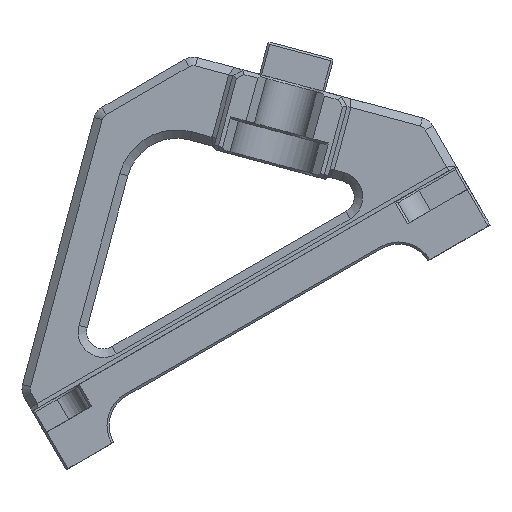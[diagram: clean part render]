
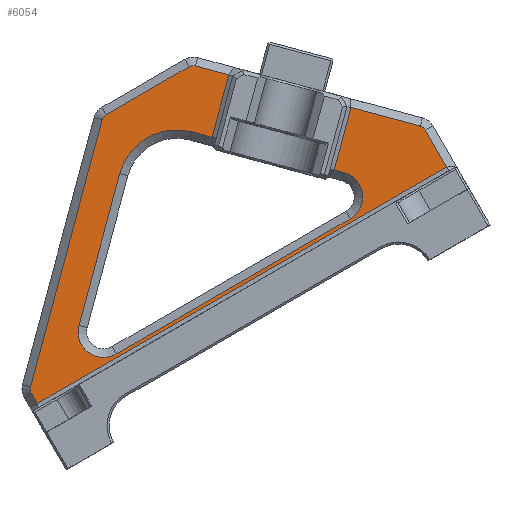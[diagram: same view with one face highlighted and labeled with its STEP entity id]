
A CAD part, left-side view. The second image highlights one B-rep face of the part: STEP entity #6054.
In plain terms, the highlighted face is planar.
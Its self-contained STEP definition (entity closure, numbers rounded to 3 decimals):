
#104=CIRCLE('',#6451,1.);
#105=CIRCLE('',#6455,3.);
#106=CIRCLE('',#6456,3.);
#107=CIRCLE('',#6457,7.);
#108=CIRCLE('',#6458,1.);
#109=CIRCLE('',#6459,1.);
#110=CIRCLE('',#6460,1.);
#278=FACE_OUTER_BOUND('',#632,.T.);
#632=EDGE_LOOP('',(#4076,#4077,#4078,#4079,#4080,#4081,#4082,#4083,#4084,
#4085,#4086,#4087,#4088,#4089,#4090,#4091,#4092,#4093,#4094,#4095));
#1031=LINE('',#8796,#1799);
#1036=LINE('',#8808,#1804);
#1037=LINE('',#8811,#1805);
#1040=LINE('',#8817,#1808);
#1041=LINE('',#8819,#1809);
#1042=LINE('',#8823,#1810);
#1043=LINE('',#8827,#1811);
#1044=LINE('',#8831,#1812);
#1045=LINE('',#8833,#1813);
#1046=LINE('',#8835,#1814);
#1047=LINE('',#8839,#1815);
#1048=LINE('',#8843,#1816);
#1049=LINE('',#8846,#1817);
#1799=VECTOR('',#7025,10.);
#1804=VECTOR('',#7038,10.);
#1805=VECTOR('',#7041,10.);
#1808=VECTOR('',#7046,1000.);
#1809=VECTOR('',#7047,1000.);
#1810=VECTOR('',#7050,1000.);
#1811=VECTOR('',#7053,1000.);
#1812=VECTOR('',#7056,1000.);
#1813=VECTOR('',#7057,1000.);
#1814=VECTOR('',#7058,1000.);
#1815=VECTOR('',#7061,1000.);
#1816=VECTOR('',#7064,1000.);
#1817=VECTOR('',#7067,1000.);
#2571=VERTEX_POINT('',#8783);
#2576=VERTEX_POINT('',#8793);
#2577=VERTEX_POINT('',#8795);
#2579=VERTEX_POINT('',#8801);
#2581=VERTEX_POINT('',#8810);
#2583=VERTEX_POINT('',#8816);
#2584=VERTEX_POINT('',#8818);
#2585=VERTEX_POINT('',#8820);
#2586=VERTEX_POINT('',#8822);
#2587=VERTEX_POINT('',#8824);
#2588=VERTEX_POINT('',#8826);
#2589=VERTEX_POINT('',#8828);
#2590=VERTEX_POINT('',#8830);
#2591=VERTEX_POINT('',#8832);
#2592=VERTEX_POINT('',#8834);
#2593=VERTEX_POINT('',#8836);
#2594=VERTEX_POINT('',#8838);
#2595=VERTEX_POINT('',#8840);
#2596=VERTEX_POINT('',#8842);
#2597=VERTEX_POINT('',#8844);
#3140=EDGE_CURVE('',#2576,#2577,#1031,.T.);
#3145=EDGE_CURVE('',#2577,#2579,#104,.T.);
#3147=EDGE_CURVE('',#2579,#2571,#1036,.T.);
#3148=EDGE_CURVE('',#2571,#2581,#1037,.T.);
#3151=EDGE_CURVE('',#2576,#2583,#1040,.F.);
#3152=EDGE_CURVE('',#2583,#2584,#1041,.T.);
#3153=EDGE_CURVE('',#2584,#2585,#105,.T.);
#3154=EDGE_CURVE('',#2585,#2586,#1042,.T.);
#3155=EDGE_CURVE('',#2586,#2587,#106,.T.);
#3156=EDGE_CURVE('',#2587,#2588,#1043,.T.);
#3157=EDGE_CURVE('',#2588,#2589,#107,.T.);
#3158=EDGE_CURVE('',#2589,#2590,#1044,.T.);
#3159=EDGE_CURVE('',#2590,#2591,#1045,.F.);
#3160=EDGE_CURVE('',#2591,#2592,#1046,.T.);
#3161=EDGE_CURVE('',#2592,#2593,#108,.F.);
#3162=EDGE_CURVE('',#2593,#2594,#1047,.T.);
#3163=EDGE_CURVE('',#2594,#2595,#109,.F.);
#3164=EDGE_CURVE('',#2595,#2596,#1048,.T.);
#3165=EDGE_CURVE('',#2596,#2597,#110,.F.);
#3166=EDGE_CURVE('',#2597,#2581,#1049,.T.);
#4076=ORIENTED_EDGE('',*,*,#3147,.F.);
#4077=ORIENTED_EDGE('',*,*,#3145,.F.);
#4078=ORIENTED_EDGE('',*,*,#3140,.F.);
#4079=ORIENTED_EDGE('',*,*,#3151,.T.);
#4080=ORIENTED_EDGE('',*,*,#3152,.T.);
#4081=ORIENTED_EDGE('',*,*,#3153,.T.);
#4082=ORIENTED_EDGE('',*,*,#3154,.T.);
#4083=ORIENTED_EDGE('',*,*,#3155,.T.);
#4084=ORIENTED_EDGE('',*,*,#3156,.T.);
#4085=ORIENTED_EDGE('',*,*,#3157,.T.);
#4086=ORIENTED_EDGE('',*,*,#3158,.T.);
#4087=ORIENTED_EDGE('',*,*,#3159,.T.);
#4088=ORIENTED_EDGE('',*,*,#3160,.T.);
#4089=ORIENTED_EDGE('',*,*,#3161,.T.);
#4090=ORIENTED_EDGE('',*,*,#3162,.T.);
#4091=ORIENTED_EDGE('',*,*,#3163,.T.);
#4092=ORIENTED_EDGE('',*,*,#3164,.T.);
#4093=ORIENTED_EDGE('',*,*,#3165,.T.);
#4094=ORIENTED_EDGE('',*,*,#3166,.T.);
#4095=ORIENTED_EDGE('',*,*,#3148,.F.);
#5781=PLANE('',#6454);
#6054=ADVANCED_FACE('',(#278),#5781,.F.);
#6451=AXIS2_PLACEMENT_3D('',#8805,#7033,#7034);
#6454=AXIS2_PLACEMENT_3D('',#8815,#7044,#7045);
#6455=AXIS2_PLACEMENT_3D('',#8821,#7048,#7049);
#6456=AXIS2_PLACEMENT_3D('',#8825,#7051,#7052);
#6457=AXIS2_PLACEMENT_3D('',#8829,#7054,#7055);
#6458=AXIS2_PLACEMENT_3D('',#8837,#7059,#7060);
#6459=AXIS2_PLACEMENT_3D('',#8841,#7062,#7063);
#6460=AXIS2_PLACEMENT_3D('',#8845,#7065,#7066);
#7025=DIRECTION('',(0.707,0.,-0.707));
#7033=DIRECTION('center_axis',(0.,1.,0.));
#7034=DIRECTION('ref_axis',(0.924,0.,0.383));
#7038=DIRECTION('',(0.,0.,-1.));
#7041=DIRECTION('',(-1.,0.,0.));
#7044=DIRECTION('center_axis',(0.,1.,0.));
#7045=DIRECTION('ref_axis',(0.,0.,
1.));
#7046=DIRECTION('',(0.707,0.,0.707));
#7047=DIRECTION('',(0.707,0.,-0.707));
#7048=DIRECTION('center_axis',(0.,1.,0.));
#7049=DIRECTION('ref_axis',(0.,0.,
1.));
#7050=DIRECTION('',(-1.,0.,0.));
#7051=DIRECTION('center_axis',(0.,1.,0.));
#7052=DIRECTION('ref_axis',(0.,0.,
1.));
#7053=DIRECTION('',(0.707,0.,0.707));
#7054=DIRECTION('center_axis',(0.,1.,0.));
#7055=DIRECTION('ref_axis',(0.,0.,
1.));
#7056=DIRECTION('',(0.707,0.,-0.707));
#7057=DIRECTION('',(-0.707,0.,-0.707));
#7058=DIRECTION('',(-0.707,0.,0.707));
#7059=DIRECTION('center_axis',(0.,1.,0.));
#7060=DIRECTION('ref_axis',(0.,0.,
1.));
#7061=DIRECTION('',(-1.,0.,0.));
#7062=DIRECTION('center_axis',(0.,1.,0.));
#7063=DIRECTION('ref_axis',(0.,0.,
1.));
#7064=DIRECTION('',(-0.707,0.,-0.707));
#7065=DIRECTION('center_axis',(0.,1.,0.));
#7066=DIRECTION('ref_axis',(0.,0.,
1.));
#7067=DIRECTION('',(0.,0.,-1.));
#8783=CARTESIAN_POINT('',(53.75,8.75,8.5));
#8793=CARTESIAN_POINT('',(47.454,8.75,20.289));
#8795=CARTESIAN_POINT('',(53.457,8.75,14.286));
#8796=CARTESIAN_POINT('',(38.011,8.75,29.732));
#8801=CARTESIAN_POINT('',(53.75,8.75,13.578));
#8805=CARTESIAN_POINT('Origin',(52.75,8.75,13.578));
#8808=CARTESIAN_POINT('',(53.75,8.75,1.5));
#8810=CARTESIAN_POINT('',(-2.25,8.75,8.5));
#8811=CARTESIAN_POINT('',(0.,8.75,8.5));
#8815=CARTESIAN_POINT('Origin',(0.,8.75,0.));
#8816=CARTESIAN_POINT('',(42.04,8.75,14.874));
#8817=CARTESIAN_POINT('',(13.583,8.75,-13.583));
#8818=CARTESIAN_POINT('',(42.871,8.75,14.043));
#8819=CARTESIAN_POINT('',(42.871,8.75,14.043));
#8820=CARTESIAN_POINT('',(40.75,8.75,8.922));
#8821=CARTESIAN_POINT('Origin',(40.75,8.75,11.922));
#8822=CARTESIAN_POINT('',(8.75,8.75,8.922));
#8823=CARTESIAN_POINT('',(8.75,8.75,8.922));
#8824=CARTESIAN_POINT('',(6.629,8.75,14.043));
#8825=CARTESIAN_POINT('Origin',(8.75,8.75,11.922));
#8826=CARTESIAN_POINT('',(19.8,8.75,27.214));
#8827=CARTESIAN_POINT('',(19.8,8.75,27.214));
#8828=CARTESIAN_POINT('',(29.7,8.75,27.214));
#8829=CARTESIAN_POINT('Origin',(24.75,8.75,22.265));
#8830=CARTESIAN_POINT('',(31.433,8.75,25.481));
#8831=CARTESIAN_POINT('',(31.433,8.75,25.481));
#8832=CARTESIAN_POINT('',(36.847,8.75,30.895));
#8833=CARTESIAN_POINT('',(34.726,8.75,28.774));
#8834=CARTESIAN_POINT('',(33.958,8.75,33.784));
#8835=CARTESIAN_POINT('',(33.958,8.75,33.784));
#8836=CARTESIAN_POINT('',(33.251,8.75,34.077));
#8837=CARTESIAN_POINT('Origin',(33.251,8.75,33.077));
#8838=CARTESIAN_POINT('',(21.906,8.75,34.077));
#8839=CARTESIAN_POINT('',(21.906,8.75,34.077));
#8840=CARTESIAN_POINT('',(21.198,8.75,33.784));
#8841=CARTESIAN_POINT('Origin',(21.906,8.75,33.077));
#8842=CARTESIAN_POINT('',(-1.957,8.75,10.629));
#8843=CARTESIAN_POINT('',(-1.957,8.75,10.629));
#8844=CARTESIAN_POINT('',(-2.25,8.75,9.922));
#8845=CARTESIAN_POINT('Origin',(-1.25,8.75,9.922));
#8846=CARTESIAN_POINT('',(-2.25,8.75,0.));
